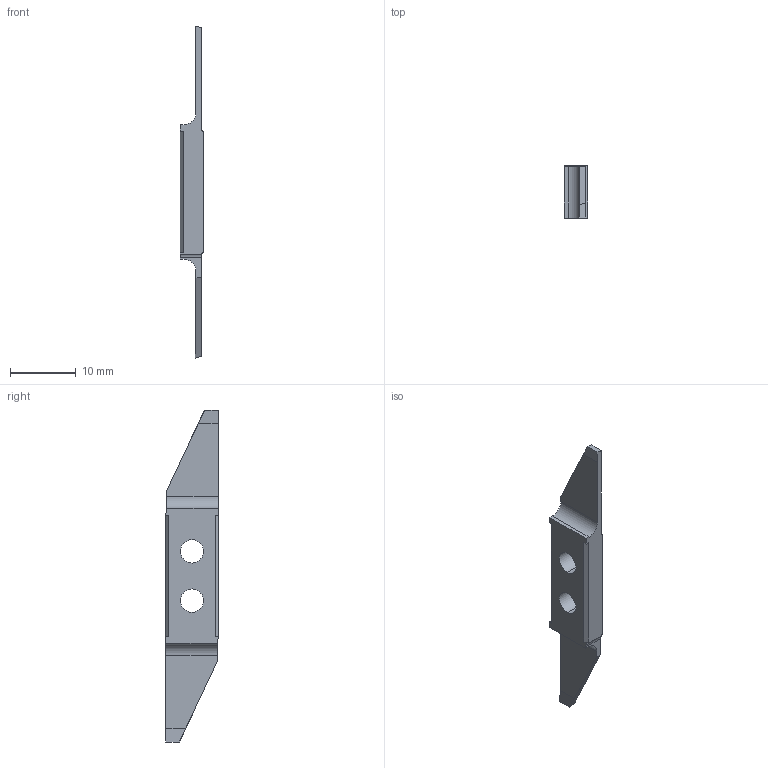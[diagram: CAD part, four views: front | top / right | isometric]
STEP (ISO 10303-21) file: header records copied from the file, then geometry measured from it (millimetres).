
FILE_DESCRIPTION (( 'STEP AP214' ), '1' );
FILE_NAME ('CUT-761-04.step', '2017-03-27T07:51:07', ( '' ), ( '' ), 'SwSTEP 2.0', 'SolidWorks 2016', '' );
FILE_SCHEMA (( 'AUTOMOTIVE_DESIGN' ));
Length unit declared in the file: millimetre
Products named in the file (1): CUT-761-04
Bounding box: 3.6 x 8 x 50.5 mm (x, y, z)
Volume: 649.8 mm3; surface area: 919.4 mm2
Topology: 1 solids, 1 shells, 38 faces, 108 edges, 72 vertices
Faces by surface type: plane 28, cylinder 10
Entity records: 1276 total; most frequent: CARTESIAN_POINT 225, ORIENTED_EDGE 216, DIRECTION 204, EDGE_CURVE 108, LINE 86, VECTOR 86, VERTEX_POINT 72, AXIS2_PLACEMENT_3D 59
